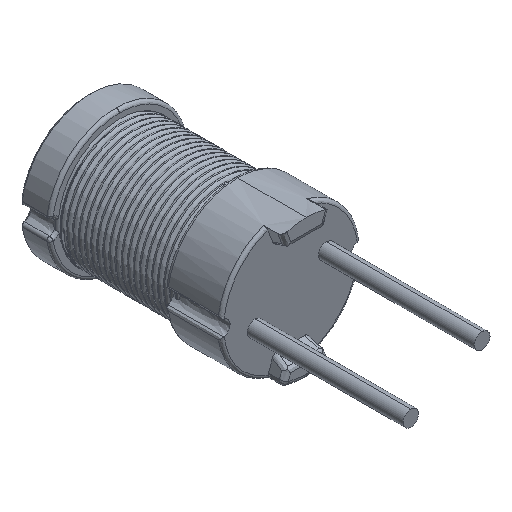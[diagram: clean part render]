
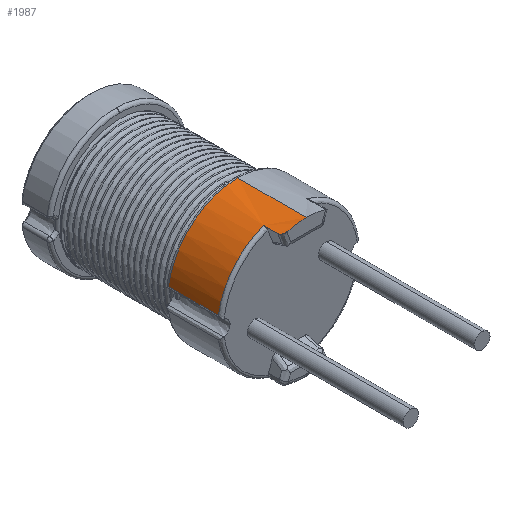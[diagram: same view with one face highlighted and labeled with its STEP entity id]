
A CAD part, isometric view. The second image highlights one B-rep face of the part: STEP entity #1987.
In plain terms, the highlighted free-form (B-spline) face has degree [2, 1] with [3, 2] control points.
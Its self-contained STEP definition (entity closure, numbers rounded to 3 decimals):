
#1987 = ADVANCED_FACE('',(#1988),#2056,.T.);
#1988 = FACE_BOUND('',#1989,.T.);
#1989 = EDGE_LOOP('',(#1990,#2000,#2007,#2015,#2022,#2030,#2037));
#1990 = ORIENTED_EDGE('',*,*,#1991,.F.);
#1991 = EDGE_CURVE('',#1992,#1994,#1996,.T.);
#1992 = VERTEX_POINT('',#1993);
#1993 = CARTESIAN_POINT('',(0.,-3.613,1.957));
#1994 = VERTEX_POINT('',#1995);
#1995 = CARTESIAN_POINT('',(-0.544,-3.613,
    1.88));
#1996 = ( BOUNDED_CURVE() B_SPLINE_CURVE(2,(#1997,#1998,#1999),
.UNSPECIFIED.,.F.,.F.) B_SPLINE_CURVE_WITH_KNOTS((3,3),(3.142,
3.423),.PIECEWISE_BEZIER_KNOTS.) CURVE() 
GEOMETRIC_REPRESENTATION_ITEM() RATIONAL_B_SPLINE_CURVE((1.,
0.99,1.)) REPRESENTATION_ITEM('') );
#1997 = CARTESIAN_POINT('',(0.,-3.613,
    1.957));
#1998 = CARTESIAN_POINT('',(-0.277,-3.613,
    1.957));
#1999 = CARTESIAN_POINT('',(-0.544,-3.613,
    1.88));
#2000 = ORIENTED_EDGE('',*,*,#2001,.T.);
#2001 = EDGE_CURVE('',#1992,#2002,#2004,.T.);
#2002 = VERTEX_POINT('',#2003);
#2003 = CARTESIAN_POINT('',(0.,-1.698,1.957));
#2004 = B_SPLINE_CURVE_WITH_KNOTS('',1,(#2005,#2006),.UNSPECIFIED.,.F.,
  .F.,(2,2),(-0.5,1.7),.PIECEWISE_BEZIER_KNOTS.);
#2005 = CARTESIAN_POINT('',(0.,-3.613,1.957));
#2006 = CARTESIAN_POINT('',(0.,-1.698,1.957));
#2007 = ORIENTED_EDGE('',*,*,#2008,.T.);
#2008 = EDGE_CURVE('',#2002,#2009,#2011,.T.);
#2009 = VERTEX_POINT('',#2010);
#2010 = CARTESIAN_POINT('',(-1.935,-1.698,
    0.296));
#2011 = ( BOUNDED_CURVE() B_SPLINE_CURVE(2,(#2012,#2013,#2014),
.UNSPECIFIED.,.F.,.F.) B_SPLINE_CURVE_WITH_KNOTS((3,3),(3.142,
4.561),.PIECEWISE_BEZIER_KNOTS.) CURVE() 
GEOMETRIC_REPRESENTATION_ITEM() RATIONAL_B_SPLINE_CURVE((1.,
0.759,1.)) REPRESENTATION_ITEM('') );
#2012 = CARTESIAN_POINT('',(0.,-1.698,
    1.957));
#2013 = CARTESIAN_POINT('',(-1.681,-1.698,
    1.957));
#2014 = CARTESIAN_POINT('',(-1.935,-1.698,
    0.296));
#2015 = ORIENTED_EDGE('',*,*,#2016,.F.);
#2016 = EDGE_CURVE('',#2017,#2009,#2019,.T.);
#2017 = VERTEX_POINT('',#2018);
#2018 = CARTESIAN_POINT('',(-1.935,-3.09,
    0.296));
#2019 = B_SPLINE_CURVE_WITH_KNOTS('',1,(#2020,#2021),.UNSPECIFIED.,.F.,
  .F.,(2,2),(0.1,1.7),.PIECEWISE_BEZIER_KNOTS.);
#2020 = CARTESIAN_POINT('',(-1.935,-3.09,
    0.296));
#2021 = CARTESIAN_POINT('',(-1.935,-1.698,
    0.296));
#2022 = ORIENTED_EDGE('',*,*,#2023,.T.);
#2023 = EDGE_CURVE('',#2017,#2024,#2026,.T.);
#2024 = VERTEX_POINT('',#2025);
#2025 = CARTESIAN_POINT('',(-0.668,-3.09,
    1.84));
#2026 = ( BOUNDED_CURVE() B_SPLINE_CURVE(2,(#2027,#2028,#2029),
.UNSPECIFIED.,.F.,.F.) B_SPLINE_CURVE_WITH_KNOTS((3,3),(1.722,
2.793),.PIECEWISE_BEZIER_KNOTS.) CURVE() 
GEOMETRIC_REPRESENTATION_ITEM() RATIONAL_B_SPLINE_CURVE((1.,
0.86,1.)) REPRESENTATION_ITEM('') );
#2027 = CARTESIAN_POINT('',(-1.935,-3.09,
    0.296));
#2028 = CARTESIAN_POINT('',(-1.76,-3.09,
    1.443));
#2029 = CARTESIAN_POINT('',(-0.668,-3.09,
    1.84));
#2030 = ORIENTED_EDGE('',*,*,#2031,.F.);
#2031 = EDGE_CURVE('',#2032,#2024,#2034,.T.);
#2032 = VERTEX_POINT('',#2033);
#2033 = CARTESIAN_POINT('',(-0.668,-3.482,
    1.84));
#2034 = B_SPLINE_CURVE_WITH_KNOTS('',1,(#2035,#2036),.UNSPECIFIED.,.F.,
  .F.,(2,2),(0.15,0.6),.PIECEWISE_BEZIER_KNOTS.);
#2035 = CARTESIAN_POINT('',(-0.668,-3.482,
    1.84));
#2036 = CARTESIAN_POINT('',(-0.668,-3.09,
    1.84));
#2037 = ORIENTED_EDGE('',*,*,#2038,.T.);
#2038 = EDGE_CURVE('',#2032,#1994,#2039,.T.);
#2039 = B_SPLINE_CURVE_WITH_KNOTS('',3,(#2040,#2041,#2042,#2043,#2044,
    #2045,#2046,#2047,#2048,#2049,#2050,#2051,#2052,#2053,#2054,#2055),
  .UNSPECIFIED.,.F.,.F.,(4,3,3,3,3,4),(0.,0.,
    0.,0.,0.,
    0.),.UNSPECIFIED.);
#2040 = CARTESIAN_POINT('',(-0.668,-3.482,
    1.84));
#2041 = CARTESIAN_POINT('',(-0.668,-3.497,
    1.84));
#2042 = CARTESIAN_POINT('',(-0.666,-3.512,
    1.841));
#2043 = CARTESIAN_POINT('',(-0.661,-3.525,
    1.842));
#2044 = CARTESIAN_POINT('',(-0.657,-3.539,
    1.844));
#2045 = CARTESIAN_POINT('',(-0.65,-3.552,
    1.846));
#2046 = CARTESIAN_POINT('',(-0.641,-3.564,
    1.849));
#2047 = CARTESIAN_POINT('',(-0.633,-3.575,
    1.852));
#2048 = CARTESIAN_POINT('',(-0.622,-3.585,
    1.856));
#2049 = CARTESIAN_POINT('',(-0.61,-3.593,
    1.86));
#2050 = CARTESIAN_POINT('',(-0.598,-3.601,
    1.864));
#2051 = CARTESIAN_POINT('',(-0.585,-3.606,
    1.868));
#2052 = CARTESIAN_POINT('',(-0.572,-3.61,
    1.872));
#2053 = CARTESIAN_POINT('',(-0.563,-3.612,
    1.875));
#2054 = CARTESIAN_POINT('',(-0.553,-3.613,
    1.878));
#2055 = CARTESIAN_POINT('',(-0.544,-3.613,
    1.88));
#2056 = ( BOUNDED_SURFACE() B_SPLINE_SURFACE(2,1,(
    (#2057,#2058)
    ,(#2059,#2060)
    ,(#2061,#2062
)),.UNSPECIFIED.,.F.,.F.,.F.) B_SPLINE_SURFACE_WITH_KNOTS((3,3),(2,2),(
    4.864,6.283),(-0.5,1.7),.PIECEWISE_BEZIER_KNOTS.) 
GEOMETRIC_REPRESENTATION_ITEM() RATIONAL_B_SPLINE_SURFACE((
    (1.,1.)
    ,(0.759,0.759)
,(1.,1.))) REPRESENTATION_ITEM('') SURFACE() );
#2057 = CARTESIAN_POINT('',(-1.935,-3.613,
    0.296));
#2058 = CARTESIAN_POINT('',(-1.935,-1.698,
    0.296));
#2059 = CARTESIAN_POINT('',(-1.681,-3.613,
    1.957));
#2060 = CARTESIAN_POINT('',(-1.681,-1.698,
    1.957));
#2061 = CARTESIAN_POINT('',(0.,-3.613,
    1.957));
#2062 = CARTESIAN_POINT('',(0.,-1.698,
    1.957));
